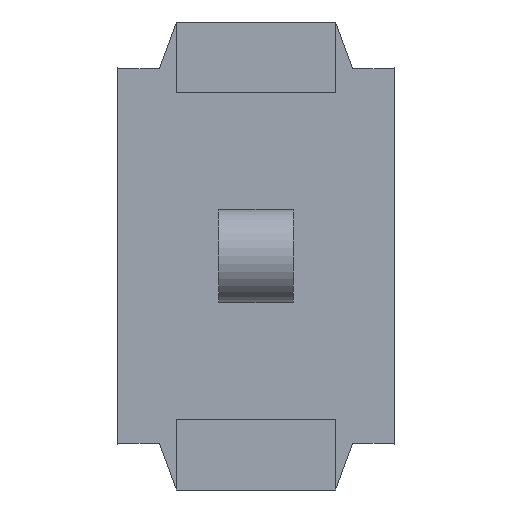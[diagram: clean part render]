
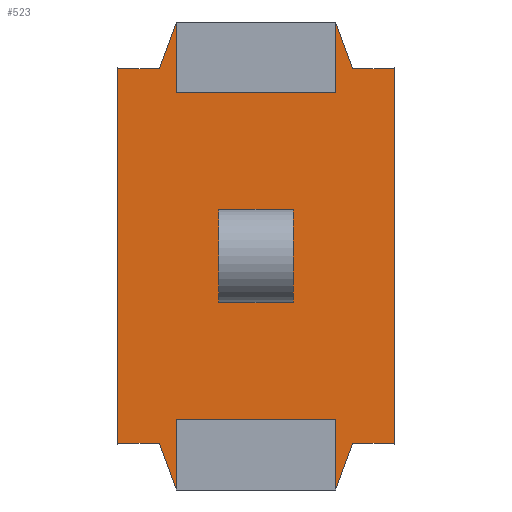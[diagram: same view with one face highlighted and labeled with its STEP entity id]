
A CAD part, front view. The second image highlights one B-rep face of the part: STEP entity #523.
In plain terms, the highlighted planar face has unit normal (0, -1, 0).
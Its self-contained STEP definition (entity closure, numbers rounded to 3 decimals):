
#46 = VERTEX_POINT('',#47);
#47 = CARTESIAN_POINT('',(-0.749,0.254,-1.026));
#53 = EDGE_CURVE('',#46,#54,#56,.T.);
#54 = VERTEX_POINT('',#55);
#55 = CARTESIAN_POINT('',(-0.749,0.254,1.026));
#56 = LINE('',#57,#58);
#57 = CARTESIAN_POINT('',(-0.749,0.254,-0.889));
#58 = VECTOR('',#59,1.);
#59 = DIRECTION('',(0.,0.,1.));
#86 = VERTEX_POINT('',#87);
#87 = CARTESIAN_POINT('',(0.749,0.254,1.026));
#93 = EDGE_CURVE('',#94,#86,#96,.T.);
#94 = VERTEX_POINT('',#95);
#95 = CARTESIAN_POINT('',(0.749,0.254,-1.026));
#96 = LINE('',#97,#98);
#97 = CARTESIAN_POINT('',(0.749,0.254,-0.889));
#98 = VECTOR('',#99,1.);
#99 = DIRECTION('',(0.,0.,1.));
#357 = VERTEX_POINT('',#358);
#358 = CARTESIAN_POINT('',(-0.432,0.254,-1.27));
#372 = VERTEX_POINT('',#373);
#373 = CARTESIAN_POINT('',(0.432,0.254,-1.27));
#395 = VERTEX_POINT('',#396);
#396 = CARTESIAN_POINT('',(0.432,0.254,1.27));
#410 = VERTEX_POINT('',#411);
#411 = CARTESIAN_POINT('',(-0.432,0.254,1.27));
#523 = ADVANCED_FACE('',(#524),#660,.T.);
#524 = FACE_BOUND('',#525,.T.);
#525 = EDGE_LOOP('',(#526,#536,#542,#550,#558,#564,#565,#573,#581,#587,
    #595,#603,#609,#617,#625,#631,#632,#640,#648,#654));
#526 = ORIENTED_EDGE('',*,*,#527,.F.);
#527 = EDGE_CURVE('',#528,#530,#532,.T.);
#528 = VERTEX_POINT('',#529);
#529 = CARTESIAN_POINT('',(0.432,0.254,-0.889));
#530 = VERTEX_POINT('',#531);
#531 = CARTESIAN_POINT('',(-0.432,0.254,-0.889));
#532 = LINE('',#533,#534);
#533 = CARTESIAN_POINT('',(0.749,0.254,-0.889));
#534 = VECTOR('',#535,1.);
#535 = DIRECTION('',(-1.,0.,0.));
#536 = ORIENTED_EDGE('',*,*,#537,.F.);
#537 = EDGE_CURVE('',#372,#528,#538,.T.);
#538 = LINE('',#539,#540);
#539 = CARTESIAN_POINT('',(0.432,0.254,-1.27));
#540 = VECTOR('',#541,1.);
#541 = DIRECTION('',(0.,0.,1.));
#542 = ORIENTED_EDGE('',*,*,#543,.F.);
#543 = EDGE_CURVE('',#544,#372,#546,.T.);
#544 = VERTEX_POINT('',#545);
#545 = CARTESIAN_POINT('',(0.524,0.254,-1.016));
#546 = LINE('',#547,#548);
#547 = CARTESIAN_POINT('',(0.524,0.254,-1.016));
#548 = VECTOR('',#549,1.);
#549 = DIRECTION('',(-0.342,0.,-0.94));
#550 = ORIENTED_EDGE('',*,*,#551,.F.);
#551 = EDGE_CURVE('',#552,#544,#554,.T.);
#552 = VERTEX_POINT('',#553);
#553 = CARTESIAN_POINT('',(0.746,0.254,-1.016));
#554 = LINE('',#555,#556);
#555 = CARTESIAN_POINT('',(0.746,0.254,-1.016));
#556 = VECTOR('',#557,1.);
#557 = DIRECTION('',(-1.,0.,0.));
#558 = ORIENTED_EDGE('',*,*,#559,.F.);
#559 = EDGE_CURVE('',#94,#552,#560,.T.);
#560 = LINE('',#561,#562);
#561 = CARTESIAN_POINT('',(0.838,0.254,-1.27));
#562 = VECTOR('',#563,1.);
#563 = DIRECTION('',(-0.342,0.,0.94));
#564 = ORIENTED_EDGE('',*,*,#93,.T.);
#565 = ORIENTED_EDGE('',*,*,#566,.F.);
#566 = EDGE_CURVE('',#567,#86,#569,.T.);
#567 = VERTEX_POINT('',#568);
#568 = CARTESIAN_POINT('',(0.746,0.254,1.016));
#569 = LINE('',#570,#571);
#570 = CARTESIAN_POINT('',(0.746,0.254,1.016));
#571 = VECTOR('',#572,1.);
#572 = DIRECTION('',(0.342,0.,0.94));
#573 = ORIENTED_EDGE('',*,*,#574,.F.);
#574 = EDGE_CURVE('',#575,#567,#577,.T.);
#575 = VERTEX_POINT('',#576);
#576 = CARTESIAN_POINT('',(0.524,0.254,1.016));
#577 = LINE('',#578,#579);
#578 = CARTESIAN_POINT('',(0.524,0.254,1.016));
#579 = VECTOR('',#580,1.);
#580 = DIRECTION('',(1.,0.,0.));
#581 = ORIENTED_EDGE('',*,*,#582,.F.);
#582 = EDGE_CURVE('',#395,#575,#583,.T.);
#583 = LINE('',#584,#585);
#584 = CARTESIAN_POINT('',(0.432,0.254,1.27));
#585 = VECTOR('',#586,1.);
#586 = DIRECTION('',(0.342,0.,-0.94));
#587 = ORIENTED_EDGE('',*,*,#588,.F.);
#588 = EDGE_CURVE('',#589,#395,#591,.T.);
#589 = VERTEX_POINT('',#590);
#590 = CARTESIAN_POINT('',(0.432,0.254,0.889));
#591 = LINE('',#592,#593);
#592 = CARTESIAN_POINT('',(0.432,0.254,-1.27));
#593 = VECTOR('',#594,1.);
#594 = DIRECTION('',(0.,0.,1.));
#595 = ORIENTED_EDGE('',*,*,#596,.T.);
#596 = EDGE_CURVE('',#589,#597,#599,.T.);
#597 = VERTEX_POINT('',#598);
#598 = CARTESIAN_POINT('',(-0.432,0.254,0.889));
#599 = LINE('',#600,#601);
#600 = CARTESIAN_POINT('',(0.749,0.254,0.889));
#601 = VECTOR('',#602,1.);
#602 = DIRECTION('',(-1.,0.,0.));
#603 = ORIENTED_EDGE('',*,*,#604,.T.);
#604 = EDGE_CURVE('',#597,#410,#605,.T.);
#605 = LINE('',#606,#607);
#606 = CARTESIAN_POINT('',(-0.432,0.254,-1.27));
#607 = VECTOR('',#608,1.);
#608 = DIRECTION('',(0.,0.,1.));
#609 = ORIENTED_EDGE('',*,*,#610,.F.);
#610 = EDGE_CURVE('',#611,#410,#613,.T.);
#611 = VERTEX_POINT('',#612);
#612 = CARTESIAN_POINT('',(-0.524,0.254,1.016));
#613 = LINE('',#614,#615);
#614 = CARTESIAN_POINT('',(-0.524,0.254,1.016));
#615 = VECTOR('',#616,1.);
#616 = DIRECTION('',(0.342,0.,0.94));
#617 = ORIENTED_EDGE('',*,*,#618,.F.);
#618 = EDGE_CURVE('',#619,#611,#621,.T.);
#619 = VERTEX_POINT('',#620);
#620 = CARTESIAN_POINT('',(-0.746,0.254,1.016));
#621 = LINE('',#622,#623);
#622 = CARTESIAN_POINT('',(-0.746,0.254,1.016));
#623 = VECTOR('',#624,1.);
#624 = DIRECTION('',(1.,0.,0.));
#625 = ORIENTED_EDGE('',*,*,#626,.F.);
#626 = EDGE_CURVE('',#54,#619,#627,.T.);
#627 = LINE('',#628,#629);
#628 = CARTESIAN_POINT('',(-0.838,0.254,1.27));
#629 = VECTOR('',#630,1.);
#630 = DIRECTION('',(0.342,0.,-0.94));
#631 = ORIENTED_EDGE('',*,*,#53,.F.);
#632 = ORIENTED_EDGE('',*,*,#633,.F.);
#633 = EDGE_CURVE('',#634,#46,#636,.T.);
#634 = VERTEX_POINT('',#635);
#635 = CARTESIAN_POINT('',(-0.746,0.254,-1.016));
#636 = LINE('',#637,#638);
#637 = CARTESIAN_POINT('',(-0.746,0.254,-1.016));
#638 = VECTOR('',#639,1.);
#639 = DIRECTION('',(-0.342,0.,-0.94));
#640 = ORIENTED_EDGE('',*,*,#641,.F.);
#641 = EDGE_CURVE('',#642,#634,#644,.T.);
#642 = VERTEX_POINT('',#643);
#643 = CARTESIAN_POINT('',(-0.524,0.254,-1.016));
#644 = LINE('',#645,#646);
#645 = CARTESIAN_POINT('',(-0.524,0.254,-1.016));
#646 = VECTOR('',#647,1.);
#647 = DIRECTION('',(-1.,0.,0.));
#648 = ORIENTED_EDGE('',*,*,#649,.F.);
#649 = EDGE_CURVE('',#357,#642,#650,.T.);
#650 = LINE('',#651,#652);
#651 = CARTESIAN_POINT('',(-0.432,0.254,-1.27));
#652 = VECTOR('',#653,1.);
#653 = DIRECTION('',(-0.342,0.,0.94));
#654 = ORIENTED_EDGE('',*,*,#655,.T.);
#655 = EDGE_CURVE('',#357,#530,#656,.T.);
#656 = LINE('',#657,#658);
#657 = CARTESIAN_POINT('',(-0.432,0.254,-1.27));
#658 = VECTOR('',#659,1.);
#659 = DIRECTION('',(0.,0.,1.));
#660 = PLANE('',#661);
#661 = AXIS2_PLACEMENT_3D('',#662,#663,#664);
#662 = CARTESIAN_POINT('',(0.749,0.254,-0.889));
#663 = DIRECTION('',(0.,-1.,0.));
#664 = DIRECTION('',(0.,0.,-1.));
